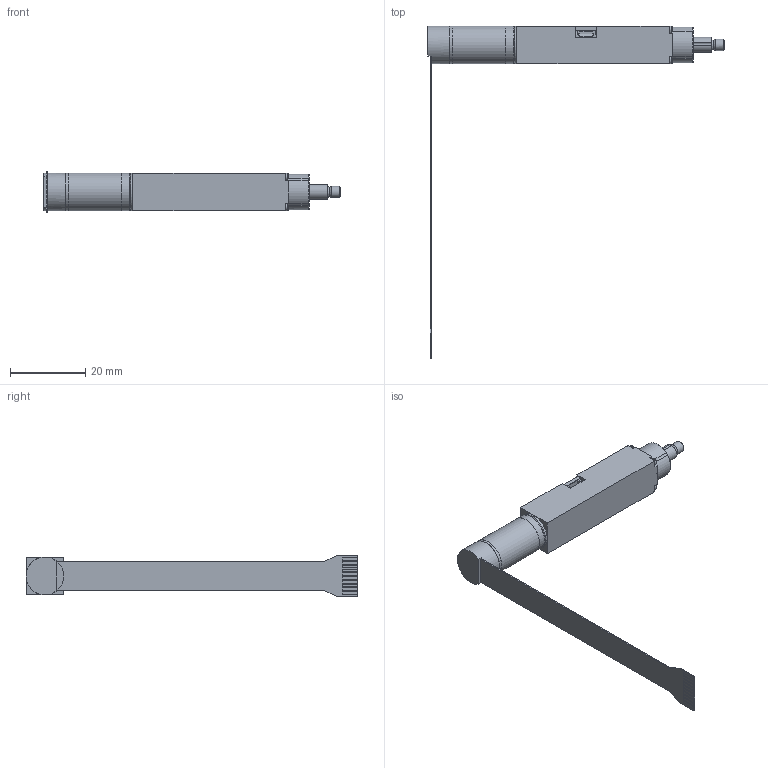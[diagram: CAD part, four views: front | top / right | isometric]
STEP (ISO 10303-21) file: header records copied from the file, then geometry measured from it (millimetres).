
FILE_DESCRIPTION(/* description */ (''),/* implementation_level */ '2;1');
FILE_NAME(/* name */ 'model_product_id152.stp',/* time_stamp */ '2016-08-05T10:18:45+02:00',/* author */ ('SD'),/* organization */ ('Micromotion GmbH Germany'),/* preprocessor_version */ 'ST-DEVELOPER v16.1',/* originating_system */ 'Autodesk Inventor 2016',/* authorisation */ '');
FILE_SCHEMA (('AUTOMOTIVE_DESIGN { 1 0 10303 214 3 1 1 }'));
Length unit declared in the file: millimetre
Products named in the file (1): MLP-10-160-12-DC-SPM0015_Shrinkwrap_1
Bounding box: 78.72 x 88 x 11 mm (x, y, z)
Volume: 6445.1 mm3; surface area: 4883.8 mm2
Topology: 1 solids, 1 shells, 267 faces, 736 edges, 483 vertices
Faces by surface type: plane 211, cylinder 38, torus 9, cone 8, bspline 1
Full cylindrical faces by diameter (mm): 0.5 x6, 3 x1, 9.9 x2, 10 x3
Entity records: 9033 total; most frequent: CARTESIAN_POINT 1907, ORIENTED_EDGE 1410, DIRECTION 1352, EDGE_CURVE 705, LINE 532, VECTOR 532, VERTEX_POINT 473, AXIS2_PLACEMENT_3D 410
